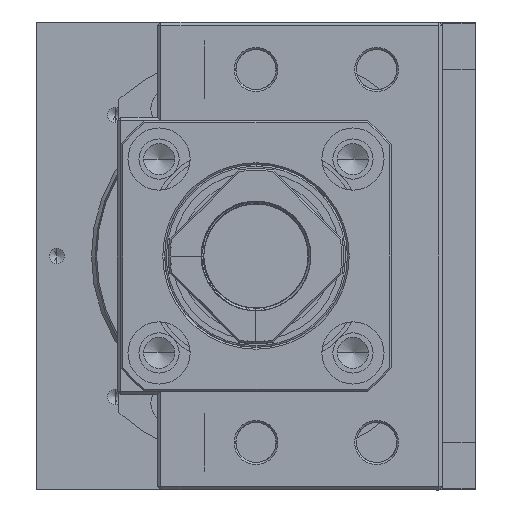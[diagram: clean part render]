
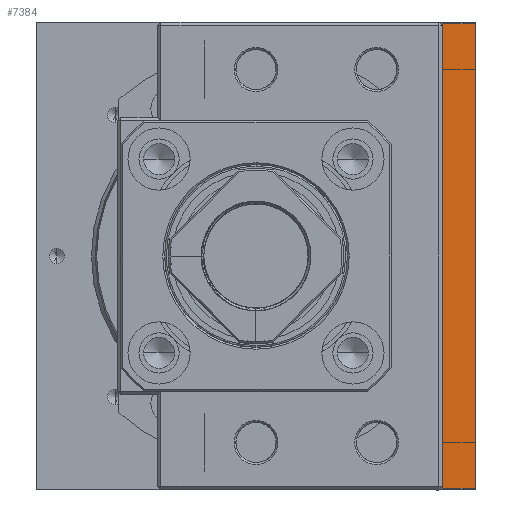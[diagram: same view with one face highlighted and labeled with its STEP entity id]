
A CAD part, left-side view. The second image highlights one B-rep face of the part: STEP entity #7384.
In plain terms, the highlighted face is planar.
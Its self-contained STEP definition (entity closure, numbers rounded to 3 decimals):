
#202 = VECTOR ( 'NONE', #27566, 1000. ) ;
#3669 = EDGE_CURVE ( 'NONE', #17594, #15551, #30589, .T. ) ;
#5220 = FACE_OUTER_BOUND ( 'NONE', #34727, .T. ) ;
#6405 = DIRECTION ( 'NONE',  ( 0., -1., 0. ) ) ;
#6481 = CARTESIAN_POINT ( 'NONE',  ( 63.5, 9., 22.5 ) ) ;
#7384 = ADVANCED_FACE ( 'NONE', ( #5220 ), #16119, .F. ) ;
#7847 = ORIENTED_EDGE ( 'NONE', *, *, #15720, .T. ) ;
#8598 = CARTESIAN_POINT ( 'NONE',  ( 63.5, 0., 22.5 ) ) ;
#9382 = VECTOR ( 'NONE', #31068, 1000. ) ;
#10257 = CARTESIAN_POINT ( 'NONE',  ( -63.5, 9., 22.5 ) ) ;
#12254 = DIRECTION ( 'NONE',  ( 0., 0., -1. ) ) ;
#15551 = VERTEX_POINT ( 'NONE', #8598 ) ;
#15720 = EDGE_CURVE ( 'NONE', #25081, #17594, #43484, .T. ) ;
#16119 = PLANE ( 'NONE',  #47116 ) ;
#16380 = LINE ( 'NONE', #30287, #202 ) ;
#16778 = CARTESIAN_POINT ( 'NONE',  ( -63.5, 9., 22.5 ) ) ;
#17525 = VECTOR ( 'NONE', #6405, 1000. ) ;
#17594 = VERTEX_POINT ( 'NONE', #36266 ) ;
#17795 = CARTESIAN_POINT ( 'NONE',  ( -63.5, 9., 22.5 ) ) ;
#19260 = ORIENTED_EDGE ( 'NONE', *, *, #32413, .F. ) ;
#19898 = ORIENTED_EDGE ( 'NONE', *, *, #34672, .F. ) ;
#22031 = VECTOR ( 'NONE', #32640, 1000. ) ;
#25081 = VERTEX_POINT ( 'NONE', #16778 ) ;
#27179 = CARTESIAN_POINT ( 'NONE',  ( -63.5, 0., 22.5 ) ) ;
#27351 = VERTEX_POINT ( 'NONE', #6481 ) ;
#27566 = DIRECTION ( 'NONE',  ( 0., -1., 0. ) ) ;
#30287 = CARTESIAN_POINT ( 'NONE',  ( 63.5, 9., 22.5 ) ) ;
#30589 = LINE ( 'NONE', #27179, #9382 ) ;
#31068 = DIRECTION ( 'NONE',  ( 1., 0., 0. ) ) ;
#31678 = LINE ( 'NONE', #17795, #22031 ) ;
#32413 = EDGE_CURVE ( 'NONE', #27351, #15551, #16380, .T. ) ;
#32640 = DIRECTION ( 'NONE',  ( 1., 0., 0. ) ) ;
#34370 = CARTESIAN_POINT ( 'NONE',  ( -63.5, 9., 22.5 ) ) ;
#34672 = EDGE_CURVE ( 'NONE', #25081, #27351, #31678, .T. ) ;
#34727 = EDGE_LOOP ( 'NONE', ( #37782, #19260, #19898, #7847 ) ) ;
#36266 = CARTESIAN_POINT ( 'NONE',  ( -63.5, 0., 22.5 ) ) ;
#37782 = ORIENTED_EDGE ( 'NONE', *, *, #3669, .T. ) ;
#42288 = DIRECTION ( 'NONE',  ( -1., 0., 0. ) ) ;
#43484 = LINE ( 'NONE', #10257, #17525 ) ;
#47116 = AXIS2_PLACEMENT_3D ( 'NONE', #34370, #12254, #42288 ) ;
